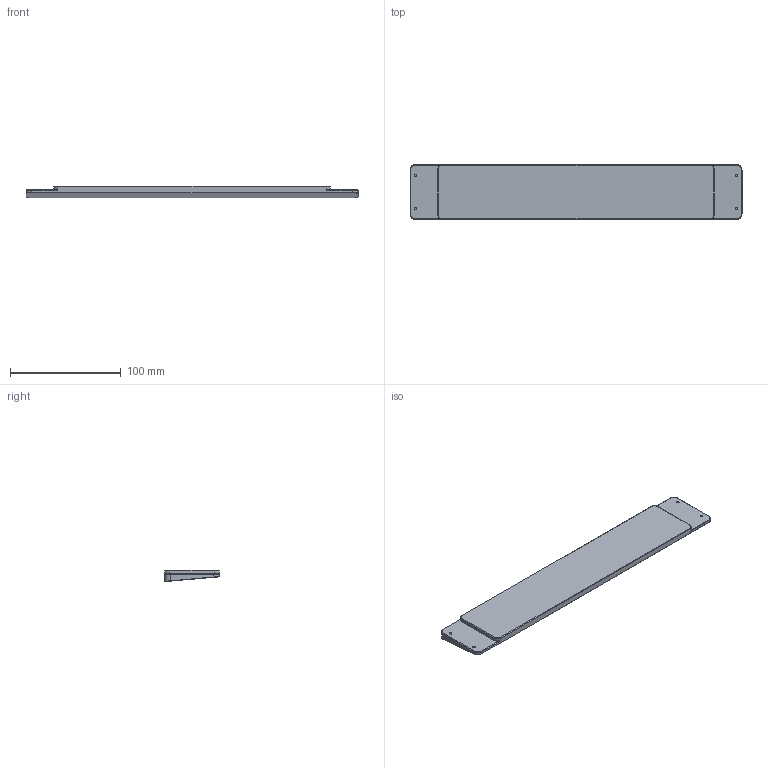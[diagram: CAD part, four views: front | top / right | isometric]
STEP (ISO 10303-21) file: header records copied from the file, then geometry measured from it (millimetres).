
FILE_DESCRIPTION(/* description */ (''),/* implementation_level */ '2;1');
FILE_NAME(/* name */ 'Brass Weight.step',/* time_stamp */ '2025-05-14T21:06:36-05:00',/* author */ (''),/* organization */ (''),/* preprocessor_version */ 'ST-DEVELOPER v20.1',/* originating_system */ 'Autodesk Translation Framework v14.4.0.0',/* authorisation */ '');
FILE_SCHEMA (('AUTOMOTIVE_DESIGN { 1 0 10303 214 3 1 1 }'));
Length unit declared in the file: millimetre
Products named in the file (1): 1800alice-case-rev6
Bounding box: 299.5 x 49.5 x 10.07 mm (x, y, z)
Volume: 109844.8 mm3; surface area: 34541.9 mm2
Topology: 1 solids, 1 shells, 62 faces, 140 edges, 84 vertices
Faces by surface type: plane 28, cylinder 14, bspline 8, cone 8, torus 4
Full cylindrical faces by diameter (mm): 2.075 x4
Entity records: 1968 total; most frequent: CARTESIAN_POINT 563, ORIENTED_EDGE 280, DIRECTION 266, EDGE_CURVE 140, AXIS2_PLACEMENT_3D 95, VERTEX_POINT 84, LINE 76, VECTOR 76
